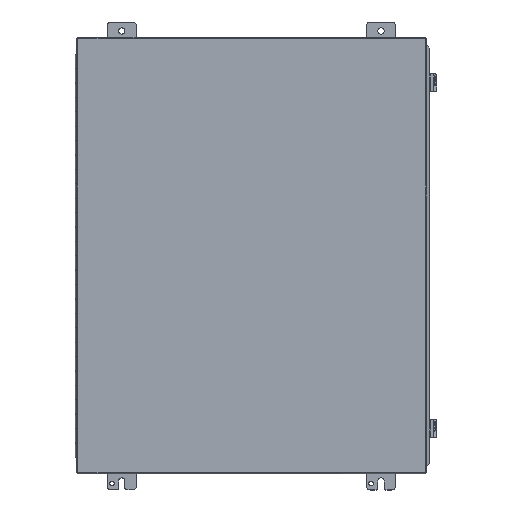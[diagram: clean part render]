
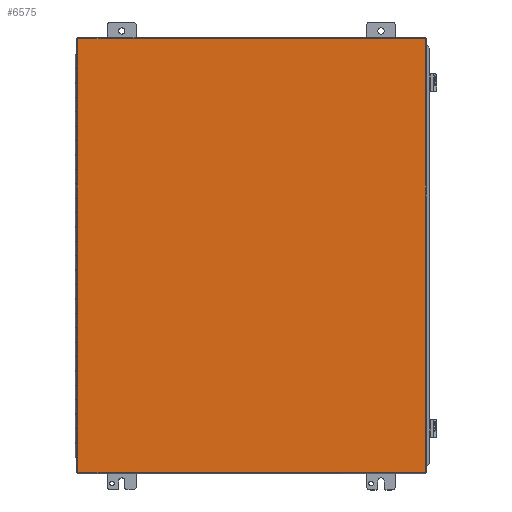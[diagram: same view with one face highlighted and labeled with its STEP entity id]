
A CAD part, top view. The second image highlights one B-rep face of the part: STEP entity #6575.
In plain terms, the highlighted planar face has unit normal (0, 0, 1).
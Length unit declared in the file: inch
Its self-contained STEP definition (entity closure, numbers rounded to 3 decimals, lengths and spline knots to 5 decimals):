
#5585=CARTESIAN_POINT('',(24.2204,0.0896,0.074));
#5586=VERTEX_POINT('',#5585);
#5597=CARTESIAN_POINT('',(0.0896,0.0896,0.074));
#5598=VERTEX_POINT('',#5597);
#5599=CARTESIAN_POINT('',(0.0896,0.0896,0.074));
#5600=DIRECTION('',(1.0,0.0,0.0));
#5601=VECTOR('',#5600,24.1308);
#5602=LINE('',#5599,#5601);
#5603=EDGE_CURVE('',#5598,#5586,#5602,.T.);
#5875=CARTESIAN_POINT('',(0.0896,30.2204,0.074));
#5876=VERTEX_POINT('',#5875);
#5877=CARTESIAN_POINT('',(0.0896,30.2204,0.074));
#5878=DIRECTION('',(0.0,-1.0,0.0));
#5879=VECTOR('',#5878,30.1308);
#5880=LINE('',#5877,#5879);
#5881=EDGE_CURVE('',#5876,#5598,#5880,.T.);
#6127=CARTESIAN_POINT('',(24.2204,30.2204,0.074));
#6128=VERTEX_POINT('',#6127);
#6139=CARTESIAN_POINT('',(24.2204,0.0896,0.074));
#6140=DIRECTION('',(0.0,1.0,0.0));
#6141=VECTOR('',#6140,30.1308);
#6142=LINE('',#6139,#6141);
#6143=EDGE_CURVE('',#5586,#6128,#6142,.T.);
#6315=CARTESIAN_POINT('',(24.2204,30.2204,0.074));
#6316=DIRECTION('',(-1.0,0.0,0.0));
#6317=VECTOR('',#6316,24.1308);
#6318=LINE('',#6315,#6317);
#6319=EDGE_CURVE('',#6128,#5876,#6318,.T.);
#6564=CARTESIAN_POINT('',(12.155,15.155,0.074));
#6565=DIRECTION('',(0.0,0.0,1.0));
#6566=DIRECTION('',(1.0,0.0,0.0));
#6567=AXIS2_PLACEMENT_3D('',#6564,#6565,#6566);
#6568=PLANE('',#6567);
#6569=ORIENTED_EDGE('',*,*,#5603,.T.);
#6570=ORIENTED_EDGE('',*,*,#6143,.T.);
#6571=ORIENTED_EDGE('',*,*,#6319,.T.);
#6572=ORIENTED_EDGE('',*,*,#5881,.T.);
#6573=EDGE_LOOP('',(#6569,#6570,#6571,#6572));
#6574=FACE_OUTER_BOUND('',#6573,.T.);
#6575=ADVANCED_FACE('',(#6574),#6568,.T.);
